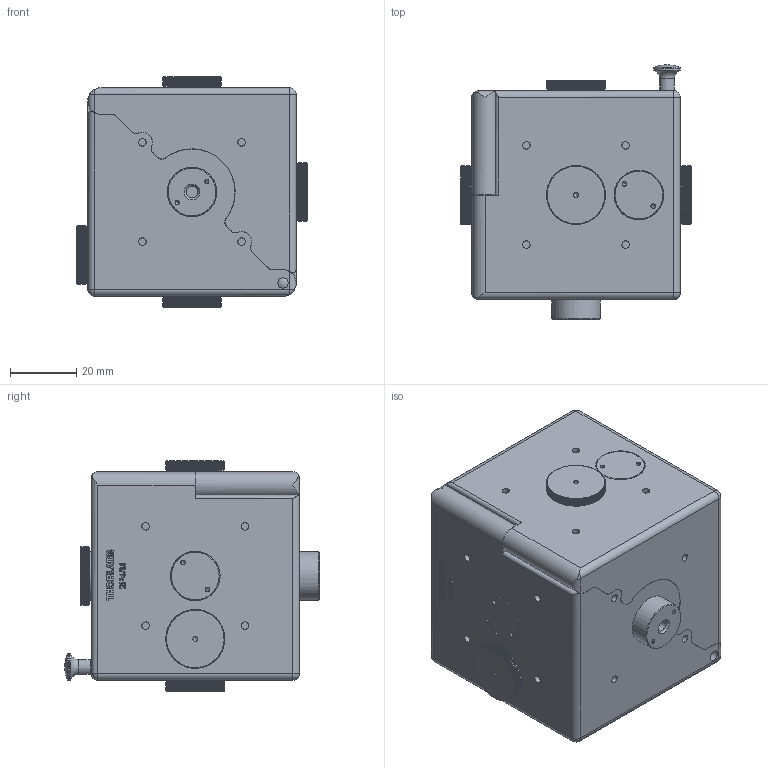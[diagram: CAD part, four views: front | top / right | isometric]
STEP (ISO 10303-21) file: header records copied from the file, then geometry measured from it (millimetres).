
FILE_DESCRIPTION (( 'STEP AP214' ), '1' );
FILE_NAME ('22.05.05_2P3_M WEB.STEP', '2022-05-05T10:21:36', ( '' ), ( '' ), 'SwSTEP 2.0', 'SolidWorks 2019', '' );
FILE_SCHEMA (( 'AUTOMOTIVE_DESIGN' ));
Length unit declared in the file: millimetre
Products named in the file (1): 22.05.05_2P3_M WEB
Bounding box: 69.6 x 77 x 69.6 mm (x, y, z)
Volume: 182529 mm3; surface area: 87139.6 mm2
Topology: 29 solids, 29 shells, 5573 faces, 15744 edges, 10310 vertices
Faces by surface type: plane 3554, cylinder 1402, bspline 357, cone 196, torus 34, sphere 30
Full cylindrical faces by diameter (mm): 1.1 x3, 1.2 x4, 1.494 x2, 1.5 x9, 1.7 x2, 2 x4, 2.261 x24, 2.5 x1, 3 x4, 3.2 x2, 3.454 x1, 4 x5, 4.5 x1, 5.92 x1, 6 x2, 7 x2, 8 x1, 11.5 x10, 12.5 x10, 12.55 x2, 12.6 x6, 13 x2, 13.106 x8, 13.18 x2, 13.564 x8, 14.8 x8, 15 x8
Entity records: 277176 total; most frequent: CARTESIAN_POINT 80542, ORIENTED_EDGE 30748, DIRECTION 24145, EDGE_CURVE 15374, VERTEX_POINT 10229, AXIS2_PLACEMENT_3D 8153, LINE 7839, VECTOR 7839
